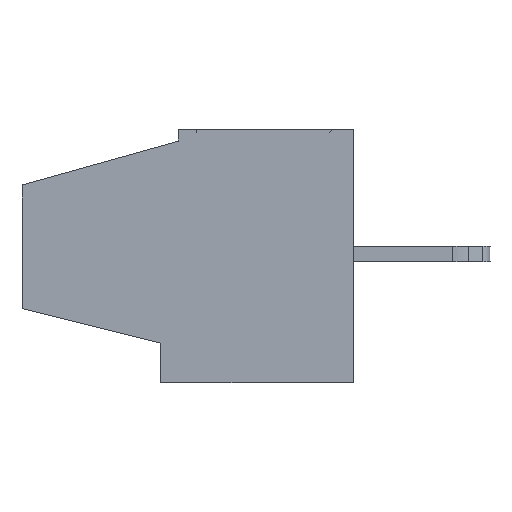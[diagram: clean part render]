
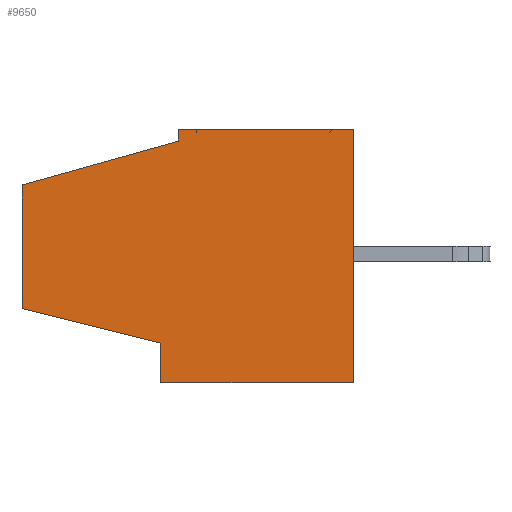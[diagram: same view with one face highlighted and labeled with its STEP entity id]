
A CAD part, left-side view. The second image highlights one B-rep face of the part: STEP entity #9650.
In plain terms, the highlighted planar face has unit normal (-1, 0, 0).
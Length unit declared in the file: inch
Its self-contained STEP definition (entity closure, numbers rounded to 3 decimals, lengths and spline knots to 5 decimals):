
#203 = VERTEX_POINT ( 'NONE', #12170 ) ;
#210 = EDGE_CURVE ( 'NONE', #8493, #4821, #16108, .T. ) ;
#348 = DIRECTION ( 'NONE',  ( 0., 0., 1. ) ) ;
#812 = AXIS2_PLACEMENT_3D ( 'NONE', #7947, #6623, #348 ) ;
#924 = LINE ( 'NONE', #15107, #8127 ) ;
#975 = EDGE_LOOP ( 'NONE', ( #1714, #9026, #15700, #4640, #12842, #11069, #1974, #1419 ) ) ;
#1140 = LINE ( 'NONE', #2459, #2813 ) ;
#1224 = CARTESIAN_POINT ( 'NONE',  ( -0.5, 0., 0.12598 ) ) ;
#1419 = ORIENTED_EDGE ( 'NONE', *, *, #5976, .F. ) ;
#1498 = CARTESIAN_POINT ( 'NONE',  ( -0.5, 0.33465, 0.06979 ) ) ;
#1584 = PLANE ( 'NONE',  #812 ) ;
#1674 = FACE_OUTER_BOUND ( 'NONE', #975, .T. ) ;
#1714 = ORIENTED_EDGE ( 'NONE', *, *, #13484, .F. ) ;
#1974 = ORIENTED_EDGE ( 'NONE', *, *, #15119, .F. ) ;
#2459 = CARTESIAN_POINT ( 'NONE',  ( -0.5, 0.33465, 0.06979 ) ) ;
#2813 = VECTOR ( 'NONE', #15086, 39.37008 ) ;
#2884 = CARTESIAN_POINT ( 'NONE',  ( -0.5, 0.19465, -0.08992 ) ) ;
#3227 = CARTESIAN_POINT ( 'NONE',  ( -0.5, 0.33465, -0.05521 ) ) ;
#3723 = CARTESIAN_POINT ( 'NONE',  ( -0.5, 0.19465, -0.12992 ) ) ;
#4139 = VERTEX_POINT ( 'NONE', #9685 ) ;
#4167 = CARTESIAN_POINT ( 'NONE',  ( -0.5, 0.177, 0.12598 ) ) ;
#4640 = ORIENTED_EDGE ( 'NONE', *, *, #14323, .F. ) ;
#4673 = VERTEX_POINT ( 'NONE', #6273 ) ;
#4700 = CARTESIAN_POINT ( 'NONE',  ( -0.5, 0.19465, -0.12992 ) ) ;
#4821 = VERTEX_POINT ( 'NONE', #3723 ) ;
#4823 = EDGE_CURVE ( 'NONE', #203, #11495, #1140, .T. ) ;
#5143 = DIRECTION ( 'NONE',  ( 0., -1., 0. ) ) ;
#5624 = VECTOR ( 'NONE', #11490, 39.37008 ) ;
#5627 = VECTOR ( 'NONE', #14845, 39.37008 ) ;
#5794 = LINE ( 'NONE', #3227, #5916 ) ;
#5916 = VECTOR ( 'NONE', #9459, 39.37008 ) ;
#5976 = EDGE_CURVE ( 'NONE', #4673, #16051, #924, .T. ) ;
#6273 = CARTESIAN_POINT ( 'NONE',  ( -0.5, 0.177, 0.11398 ) ) ;
#6547 = LINE ( 'NONE', #4167, #12538 ) ;
#6623 = DIRECTION ( 'NONE',  ( -1., 0., 0. ) ) ;
#7389 = CARTESIAN_POINT ( 'NONE',  ( -0.5, 0.33465, 0.06979 ) ) ;
#7492 = LINE ( 'NONE', #1224, #8214 ) ;
#7947 = CARTESIAN_POINT ( 'NONE',  ( -0.5, 0., 0. ) ) ;
#8127 = VECTOR ( 'NONE', #9756, 39.37008 ) ;
#8214 = VECTOR ( 'NONE', #11334, 39.37008 ) ;
#8493 = VERTEX_POINT ( 'NONE', #12222 ) ;
#9026 = ORIENTED_EDGE ( 'NONE', *, *, #4823, .F. ) ;
#9459 = DIRECTION ( 'NONE',  ( 0., 0.971, 0.241 ) ) ;
#9650 = ADVANCED_FACE ( 'NONE', ( #1674 ), #1584, .T. ) ;
#9685 = CARTESIAN_POINT ( 'NONE',  ( -0.5, 0., 0.12598 ) ) ;
#9756 = DIRECTION ( 'NONE',  ( 0., 0., 1. ) ) ;
#9989 = LINE ( 'NONE', #7389, #5624 ) ;
#11069 = ORIENTED_EDGE ( 'NONE', *, *, #12721, .F. ) ;
#11334 = DIRECTION ( 'NONE',  ( 0., 0., -1. ) ) ;
#11411 = CARTESIAN_POINT ( 'NONE',  ( -0.5, 0.177, 0.12598 ) ) ;
#11490 = DIRECTION ( 'NONE',  ( 0., -0.963, 0.27 ) ) ;
#11495 = VERTEX_POINT ( 'NONE', #1498 ) ;
#11662 = LINE ( 'NONE', #15757, #14061 ) ;
#12170 = CARTESIAN_POINT ( 'NONE',  ( -0.5, 0.33465, -0.05521 ) ) ;
#12222 = CARTESIAN_POINT ( 'NONE',  ( -0.5, 0., -0.12992 ) ) ;
#12538 = VECTOR ( 'NONE', #5143, 39.37008 ) ;
#12721 = EDGE_CURVE ( 'NONE', #4139, #8493, #7492, .T. ) ;
#12842 = ORIENTED_EDGE ( 'NONE', *, *, #210, .F. ) ;
#13074 = DIRECTION ( 'NONE',  ( 0., 0., 1. ) ) ;
#13484 = EDGE_CURVE ( 'NONE', #11495, #4673, #9989, .T. ) ;
#14061 = VECTOR ( 'NONE', #13074, 39.37008 ) ;
#14144 = EDGE_CURVE ( 'NONE', #15965, #203, #5794, .T. ) ;
#14323 = EDGE_CURVE ( 'NONE', #4821, #15965, #11662, .T. ) ;
#14845 = DIRECTION ( 'NONE',  ( 0., 1., 0. ) ) ;
#15086 = DIRECTION ( 'NONE',  ( 0., 0., 1. ) ) ;
#15107 = CARTESIAN_POINT ( 'NONE',  ( -0.5, 0.177, 0.11398 ) ) ;
#15119 = EDGE_CURVE ( 'NONE', #16051, #4139, #6547, .T. ) ;
#15700 = ORIENTED_EDGE ( 'NONE', *, *, #14144, .F. ) ;
#15757 = CARTESIAN_POINT ( 'NONE',  ( -0.5, 0.19465, -0.08992 ) ) ;
#15965 = VERTEX_POINT ( 'NONE', #2884 ) ;
#16051 = VERTEX_POINT ( 'NONE', #11411 ) ;
#16108 = LINE ( 'NONE', #4700, #5627 ) ;
